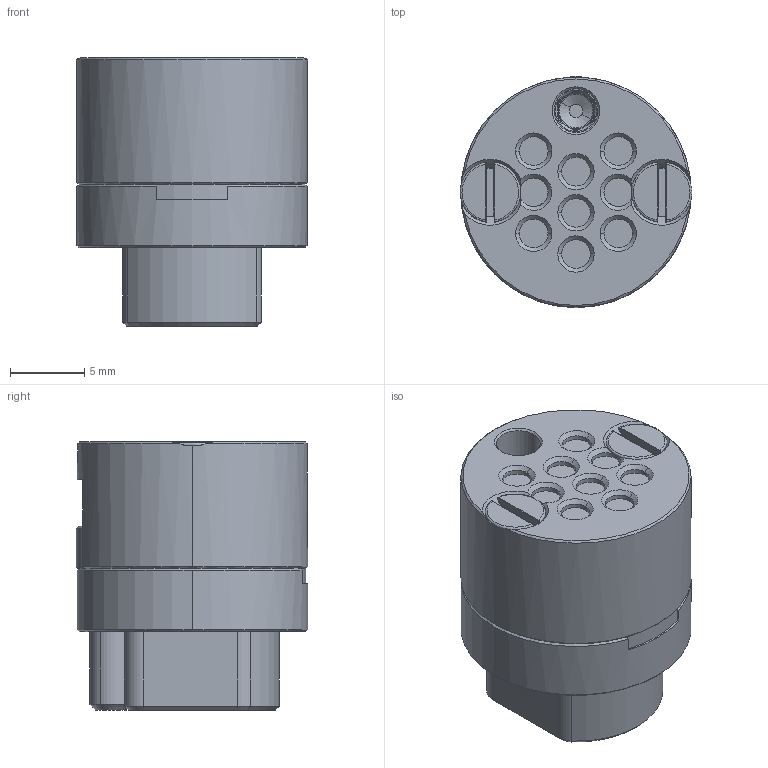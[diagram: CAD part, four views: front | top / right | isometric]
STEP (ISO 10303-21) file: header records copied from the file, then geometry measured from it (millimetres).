
FILE_DESCRIPTION (( 'STEP AP203' ), '1' );
FILE_NAME ('100160.stp', '2014-09-17T17:34:22', ( '' ), ( '' ), 'SwSTEP 2.0', 'SolidWorks 2012', '' );
FILE_SCHEMA (( 'CONFIG_CONTROL_DESIGN' ));
Length unit declared in the file: inch
Products named in the file (1): 100160
Bounding box: 15.6 x 15.56 x 18.03 mm (x, y, z)
Volume: 2765.7 mm3; surface area: 1448.7 mm2
Topology: 1 solids, 3 shells, 324 faces, 739 edges, 423 vertices
Faces by surface type: cylinder 100, plane 83, cone 78, bspline 63
Entity records: 14881 total; most frequent: CARTESIAN_POINT 8115, ORIENTED_EDGE 1430, DIRECTION 1299, EDGE_CURVE 715, AXIS2_PLACEMENT_3D 530, VERTEX_POINT 422, EDGE_LOOP 351, FACE_OUTER_BOUND 325
